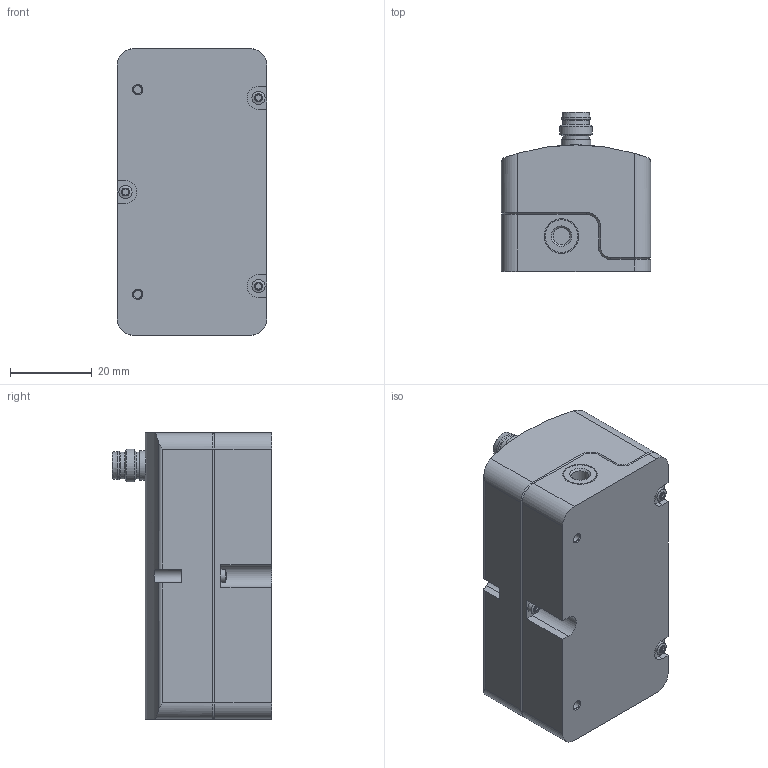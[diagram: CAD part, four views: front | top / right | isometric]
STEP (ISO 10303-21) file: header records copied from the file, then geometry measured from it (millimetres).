
FILE_DESCRIPTION(/* description */ ('STEP AP214'),/* implementation_level */ '2;1');
FILE_NAME(/* name */ '8086473_VEMD-L-6-14-20-D21-M5-5-R1-V4',/* time_stamp */ '2024-09-16T11:27:39+02:00',/* author */ ('License CC BY-ND 4.0'),/* organization */ ('CADENAS'),/* preprocessor_version */ 'ST-DEVELOPER v19.3',/* originating_system */ 'PARTsolutions',/* authorisation */ ' ');
FILE_SCHEMA (('AUTOMOTIVE_DESIGN {1 0 10303 214 3 1 1}'));
Length unit declared in the file: millimetre
Products named in the file (1): 8086473 VEMD-L-6-14-20-D21-M5-5-R1-V4
Bounding box: 36.5 x 38.9 x 70 mm (x, y, z)
Volume: 74801.6 mm3; surface area: 12124.7 mm2
Topology: 1 solids, 1 shells, 157 faces, 384 edges, 248 vertices
Faces by surface type: cylinder 79, plane 58, cone 20
Full cylindrical faces by diameter (mm): 1 x4, 2.013 x2, 3.2 x3, 4.134 x2, 5.8 x1, 6.5 x2, 6.9 x1, 7.2 x1, 8 x2, 8.5 x1
Entity records: 4495 total; most frequent: DIRECTION 819, CARTESIAN_POINT 797, ORIENTED_EDGE 692, EDGE_CURVE 346, AXIS2_PLACEMENT_3D 327, VERTEX_POINT 241, EDGE_LOOP 207, FACE_BOUND 207
